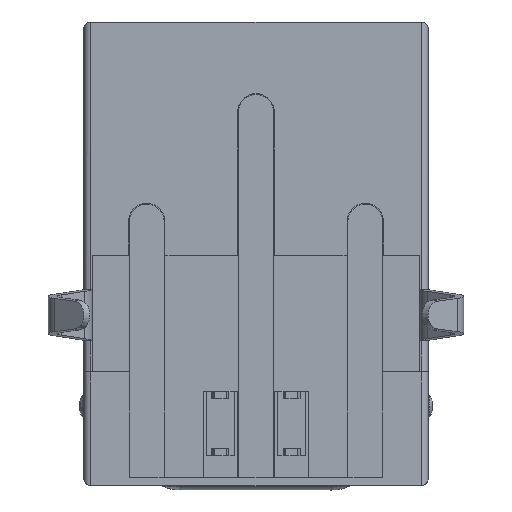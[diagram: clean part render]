
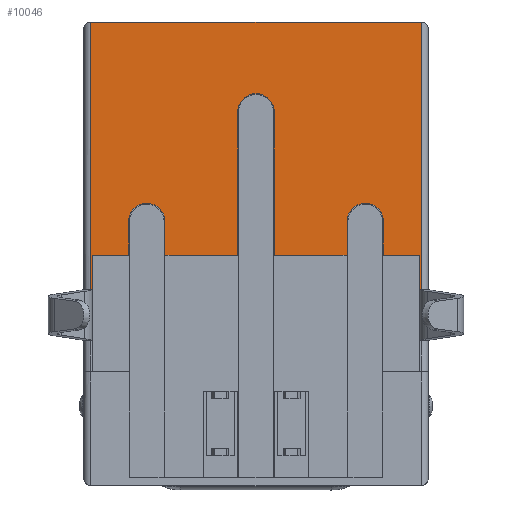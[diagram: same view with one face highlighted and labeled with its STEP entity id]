
A CAD part, front view. The second image highlights one B-rep face of the part: STEP entity #10046.
In plain terms, the highlighted planar face has unit normal (0, -1, 0).
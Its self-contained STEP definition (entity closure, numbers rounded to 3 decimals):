
#1786=DIRECTION('',(-1.,0.,0.));
#1787=VECTOR('',#1786,11.6);
#1788=CARTESIAN_POINT('',(5.8,-10.75,16.3));
#1789=LINE('',#1788,#1787);
#1983=DIRECTION('',(0.,0.,-1.));
#1984=VECTOR('',#1983,1.2);
#1985=CARTESIAN_POINT('',(5.75,-10.75,8.1));
#1986=LINE('',#1985,#1984);
#2172=DIRECTION('',(1.,0.,0.));
#2173=VECTOR('',#2172,0.05);
#2174=CARTESIAN_POINT('',(5.75,-10.75,6.9));
#2175=LINE('',#2174,#2173);
#2190=CARTESIAN_POINT('',(3.84,-10.75,9.29));
#2191=DIRECTION('',(0.,-1.,0.));
#2192=DIRECTION('',(1.,0.,0.));
#2193=AXIS2_PLACEMENT_3D('',#2190,#2191,#2192);
#2195=CARTESIAN_POINT('',(0.,-10.75,13.14));
#2196=DIRECTION('',(0.,-1.,0.));
#2197=DIRECTION('',(1.,0.,0.));
#2198=AXIS2_PLACEMENT_3D('',#2195,#2196,#2197);
#2200=CARTESIAN_POINT('',(-3.84,-10.75,9.29));
#2201=DIRECTION('',(0.,-1.,0.));
#2202=DIRECTION('',(1.,0.,0.));
#2203=AXIS2_PLACEMENT_3D('',#2200,#2201,#2202);
#2205=DIRECTION('',(-1.,0.,0.));
#2206=VECTOR('',#2205,0.05);
#2207=CARTESIAN_POINT('',(-5.75,-10.75,6.9));
#2208=LINE('',#2207,#2206);
#2209=DIRECTION('',(1.,0.,0.));
#2210=VECTOR('',#2209,1.27);
#2211=CARTESIAN_POINT('',(4.48,-10.75,8.1));
#2212=LINE('',#2211,#2210);
#2217=DIRECTION('',(0.,0.,-1.));
#2218=VECTOR('',#2217,1.19);
#2219=CARTESIAN_POINT('',(4.48,-10.75,9.29));
#2220=LINE('',#2219,#2218);
#2229=DIRECTION('',(0.,0.,1.));
#2230=VECTOR('',#2229,1.19);
#2231=CARTESIAN_POINT('',(3.2,-10.75,8.1));
#2232=LINE('',#2231,#2230);
#2237=DIRECTION('',(1.,0.,0.));
#2238=VECTOR('',#2237,2.56);
#2239=CARTESIAN_POINT('',(0.64,-10.75,8.1));
#2240=LINE('',#2239,#2238);
#2245=DIRECTION('',(0.,0.,-1.));
#2246=VECTOR('',#2245,5.04);
#2247=CARTESIAN_POINT('',(0.64,-10.75,13.14));
#2248=LINE('',#2247,#2246);
#2257=DIRECTION('',(0.,0.,1.));
#2258=VECTOR('',#2257,5.04);
#2259=CARTESIAN_POINT('',(-0.64,-10.75,8.1));
#2260=LINE('',#2259,#2258);
#2265=DIRECTION('',(1.,0.,0.));
#2266=VECTOR('',#2265,2.56);
#2267=CARTESIAN_POINT('',(-3.2,-10.75,8.1));
#2268=LINE('',#2267,#2266);
#2273=DIRECTION('',(0.,0.,-1.));
#2274=VECTOR('',#2273,1.19);
#2275=CARTESIAN_POINT('',(-3.2,-10.75,9.29));
#2276=LINE('',#2275,#2274);
#2285=DIRECTION('',(0.,0.,1.));
#2286=VECTOR('',#2285,1.19);
#2287=CARTESIAN_POINT('',(-4.48,-10.75,8.1));
#2288=LINE('',#2287,#2286);
#2293=DIRECTION('',(1.,0.,0.));
#2294=VECTOR('',#2293,1.27);
#2295=CARTESIAN_POINT('',(-5.75,-10.75,8.1));
#2296=LINE('',#2295,#2294);
#2305=DIRECTION('',(0.,0.,1.));
#2306=VECTOR('',#2305,1.2);
#2307=CARTESIAN_POINT('',(-5.75,-10.75,6.9));
#2308=LINE('',#2307,#2306);
#2663=DIRECTION('',(0.,0.,-1.));
#2664=VECTOR('',#2663,9.4);
#2665=CARTESIAN_POINT('',(-5.8,-10.75,16.3));
#2666=LINE('',#2665,#2664);
#2675=CARTESIAN_POINT('',(-5.8,-10.75,16.3));
#2939=DIRECTION('',(0.,0.,1.));
#2940=VECTOR('',#2939,9.4);
#2941=CARTESIAN_POINT('',(5.8,-10.75,6.9));
#2942=LINE('',#2941,#2940);
#6242=CARTESIAN_POINT('',(-5.8,-10.75,6.9));
#6243=VERTEX_POINT('',#6242);
#6244=VERTEX_POINT('',#2675);
#6251=CARTESIAN_POINT('',(-5.75,-10.75,6.9));
#6252=VERTEX_POINT('',#6251);
#6297=CARTESIAN_POINT('',(-5.75,-10.75,8.1));
#6298=VERTEX_POINT('',#6297);
#6319=CARTESIAN_POINT('',(5.75,-10.75,6.9));
#6320=CARTESIAN_POINT('',(5.8,-10.75,6.9));
#6321=VERTEX_POINT('',#6319);
#6322=VERTEX_POINT('',#6320);
#6323=CARTESIAN_POINT('',(5.75,-10.75,8.1));
#6324=VERTEX_POINT('',#6323);
#6325=CARTESIAN_POINT('',(4.48,-10.75,8.1));
#6326=VERTEX_POINT('',#6325);
#6327=CARTESIAN_POINT('',(4.48,-10.75,9.29));
#6328=VERTEX_POINT('',#6327);
#6329=CARTESIAN_POINT('',(3.2,-10.75,9.29));
#6330=VERTEX_POINT('',#6329);
#6331=CARTESIAN_POINT('',(3.2,-10.75,8.1));
#6332=VERTEX_POINT('',#6331);
#6333=CARTESIAN_POINT('',(0.64,-10.75,8.1));
#6334=VERTEX_POINT('',#6333);
#6335=CARTESIAN_POINT('',(0.64,-10.75,13.14));
#6336=VERTEX_POINT('',#6335);
#6337=CARTESIAN_POINT('',(-0.64,-10.75,13.14));
#6338=VERTEX_POINT('',#6337);
#6339=CARTESIAN_POINT('',(-0.64,-10.75,8.1));
#6340=VERTEX_POINT('',#6339);
#6341=CARTESIAN_POINT('',(-3.2,-10.75,8.1));
#6342=VERTEX_POINT('',#6341);
#6343=CARTESIAN_POINT('',(-3.2,-10.75,9.29));
#6344=VERTEX_POINT('',#6343);
#6345=CARTESIAN_POINT('',(-4.48,-10.75,9.29));
#6346=VERTEX_POINT('',#6345);
#6347=CARTESIAN_POINT('',(-4.48,-10.75,8.1));
#6348=VERTEX_POINT('',#6347);
#6349=CARTESIAN_POINT('',(5.8,-10.75,16.3));
#6350=VERTEX_POINT('',#6349);
#10002=CARTESIAN_POINT('',(0.,-10.75,0.));
#10003=DIRECTION('',(0.,1.,0.));
#10004=DIRECTION('',(1.,0.,0.));
#10005=AXIS2_PLACEMENT_3D('',#10002,#10003,#10004);
#10006=PLANE('',#10005);
#10007=ORIENTED_EDGE('',*,*,#9992,.F.);
#10008=ORIENTED_EDGE('',*,*,#9821,.F.);
#10010=ORIENTED_EDGE('',*,*,#10009,.F.);
#10012=ORIENTED_EDGE('',*,*,#10011,.F.);
#10014=ORIENTED_EDGE('',*,*,#10013,.T.);
#10016=ORIENTED_EDGE('',*,*,#10015,.F.);
#10018=ORIENTED_EDGE('',*,*,#10017,.F.);
#10020=ORIENTED_EDGE('',*,*,#10019,.F.);
#10022=ORIENTED_EDGE('',*,*,#10021,.T.);
#10024=ORIENTED_EDGE('',*,*,#10023,.F.);
#10026=ORIENTED_EDGE('',*,*,#10025,.F.);
#10028=ORIENTED_EDGE('',*,*,#10027,.F.);
#10030=ORIENTED_EDGE('',*,*,#10029,.T.);
#10032=ORIENTED_EDGE('',*,*,#10031,.F.);
#10034=ORIENTED_EDGE('',*,*,#10033,.F.);
#10036=ORIENTED_EDGE('',*,*,#10035,.F.);
#10038=ORIENTED_EDGE('',*,*,#10037,.T.);
#10040=ORIENTED_EDGE('',*,*,#10039,.F.);
#10041=ORIENTED_EDGE('',*,*,#9433,.F.);
#10043=ORIENTED_EDGE('',*,*,#10042,.F.);
#10044=EDGE_LOOP('',(#10007,#10008,#10010,#10012,#10014,#10016,#10018,#10020,
#10022,#10024,#10026,#10028,#10030,#10032,#10034,#10036,#10038,#10040,#10041,
#10043));
#10045=FACE_OUTER_BOUND('',#10044,.F.);
#2194=CIRCLE('',#2193,0.64);
#2199=CIRCLE('',#2198,0.64);
#2204=CIRCLE('',#2203,0.64);
#9433=EDGE_CURVE('',#6350,#6244,#1789,.T.);
#9821=EDGE_CURVE('',#6324,#6321,#1986,.T.);
#9992=EDGE_CURVE('',#6321,#6322,#2175,.T.);
#10009=EDGE_CURVE('',#6326,#6324,#2212,.T.);
#10011=EDGE_CURVE('',#6328,#6326,#2220,.T.);
#10013=EDGE_CURVE('',#6328,#6330,#2194,.T.);
#10015=EDGE_CURVE('',#6332,#6330,#2232,.T.);
#10017=EDGE_CURVE('',#6334,#6332,#2240,.T.);
#10019=EDGE_CURVE('',#6336,#6334,#2248,.T.);
#10021=EDGE_CURVE('',#6336,#6338,#2199,.T.);
#10023=EDGE_CURVE('',#6340,#6338,#2260,.T.);
#10025=EDGE_CURVE('',#6342,#6340,#2268,.T.);
#10027=EDGE_CURVE('',#6344,#6342,#2276,.T.);
#10029=EDGE_CURVE('',#6344,#6346,#2204,.T.);
#10031=EDGE_CURVE('',#6348,#6346,#2288,.T.);
#10033=EDGE_CURVE('',#6298,#6348,#2296,.T.);
#10035=EDGE_CURVE('',#6252,#6298,#2308,.T.);
#10037=EDGE_CURVE('',#6252,#6243,#2208,.T.);
#10039=EDGE_CURVE('',#6244,#6243,#2666,.T.);
#10042=EDGE_CURVE('',#6322,#6350,#2942,.T.);
#10046=ADVANCED_FACE('',(#10045),#10006,.F.);
